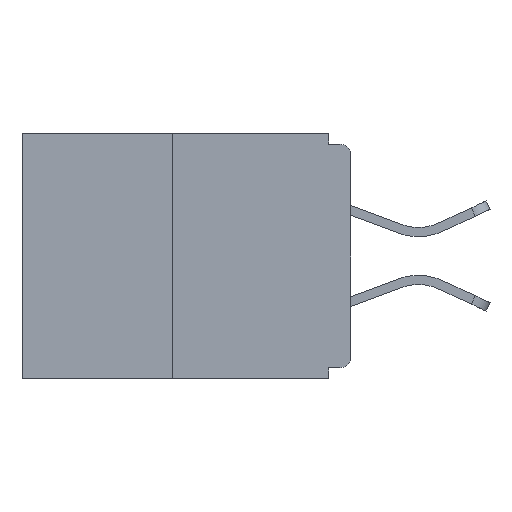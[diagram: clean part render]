
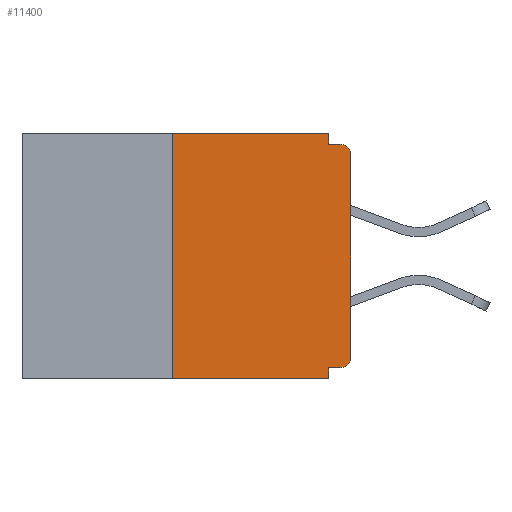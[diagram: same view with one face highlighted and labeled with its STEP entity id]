
A CAD part, left-side view. The second image highlights one B-rep face of the part: STEP entity #11400.
In plain terms, the highlighted planar face has unit normal (-1, 0, 0).
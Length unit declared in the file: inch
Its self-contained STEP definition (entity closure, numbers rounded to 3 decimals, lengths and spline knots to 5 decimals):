
#138 = ORIENTED_EDGE ( 'NONE', *, *, #1995, .F. ) ;
#518 = PLANE ( 'NONE',  #15236 ) ;
#843 = DIRECTION ( 'NONE',  ( 0., -1., 0. ) ) ;
#1092 = EDGE_CURVE ( 'NONE', #2307, #6372, #7498, .T. ) ;
#1415 = DIRECTION ( 'NONE',  ( 0., 1., 0. ) ) ;
#1427 = CARTESIAN_POINT ( 'NONE',  ( 0., 0.25, 0. ) ) ;
#1432 = VECTOR ( 'NONE', #1415, 39.37008 ) ;
#1459 = DIRECTION ( 'NONE',  ( 0., 0., 1. ) ) ;
#1822 = DIRECTION ( 'NONE',  ( 1., 0., 0. ) ) ;
#1995 = EDGE_CURVE ( 'NONE', #8349, #2302, #12306, .T. ) ;
#2050 = CARTESIAN_POINT ( 'NONE',  ( 0., 0.031, -0.343 ) ) ;
#2302 = VERTEX_POINT ( 'NONE', #7435 ) ;
#2307 = VERTEX_POINT ( 'NONE', #12483 ) ;
#2386 = DIRECTION ( 'NONE',  ( 0., -1., 0. ) ) ;
#2435 = CARTESIAN_POINT ( 'NONE',  ( 0., 0.015, -0.313 ) ) ;
#2484 = AXIS2_PLACEMENT_3D ( 'NONE', #2435, #7320, #14759 ) ;
#2516 = EDGE_CURVE ( 'NONE', #2302, #4706, #5181, .T. ) ;
#2626 = LINE ( 'NONE', #8251, #3787 ) ;
#3295 = LINE ( 'NONE', #7668, #15148 ) ;
#3339 = VECTOR ( 'NONE', #1459, 39.37008 ) ;
#3787 = VECTOR ( 'NONE', #843, 39.37008 ) ;
#3876 = VERTEX_POINT ( 'NONE', #12620 ) ;
#4028 = ORIENTED_EDGE ( 'NONE', *, *, #6500, .T. ) ;
#4331 = EDGE_CURVE ( 'NONE', #14740, #4706, #2626, .T. ) ;
#4425 = EDGE_CURVE ( 'NONE', #10424, #14955, #12510, .T. ) ;
#4455 = VECTOR ( 'NONE', #12541, 39.37008 ) ;
#4631 = AXIS2_PLACEMENT_3D ( 'NONE', #14405, #6968, #11957 ) ;
#4706 = VERTEX_POINT ( 'NONE', #11670 ) ;
#5181 = LINE ( 'NONE', #2050, #15673 ) ;
#5184 = ORIENTED_EDGE ( 'NONE', *, *, #1092, .T. ) ;
#5469 = LINE ( 'NONE', #13838, #3339 ) ;
#5589 = ORIENTED_EDGE ( 'NONE', *, *, #4425, .F. ) ;
#5882 = EDGE_CURVE ( 'NONE', #3876, #2307, #5469, .T. ) ;
#6365 = ORIENTED_EDGE ( 'NONE', *, *, #5882, .T. ) ;
#6372 = VERTEX_POINT ( 'NONE', #8444 ) ;
#6500 = EDGE_CURVE ( 'NONE', #8349, #3876, #11464, .T. ) ;
#6570 = ORIENTED_EDGE ( 'NONE', *, *, #4331, .T. ) ;
#6603 = LINE ( 'NONE', #10021, #4455 ) ;
#6894 = CARTESIAN_POINT ( 'NONE',  ( 0., 0.015, -0.328 ) ) ;
#6968 = DIRECTION ( 'NONE',  ( -1., 0., 0. ) ) ;
#7320 = DIRECTION ( 'NONE',  ( -1., 0., 0. ) ) ;
#7372 = ORIENTED_EDGE ( 'NONE', *, *, #2516, .F. ) ;
#7435 = CARTESIAN_POINT ( 'NONE',  ( 0., 0.031, -0.328 ) ) ;
#7498 = CIRCLE ( 'NONE', #4631, 0.015 ) ;
#7668 = CARTESIAN_POINT ( 'NONE',  ( 0., 0.031, 0. ) ) ;
#8180 = CARTESIAN_POINT ( 'NONE',  ( 0., 0.25, 0. ) ) ;
#8251 = CARTESIAN_POINT ( 'NONE',  ( 0., 0.46, -0.343 ) ) ;
#8349 = VERTEX_POINT ( 'NONE', #6894 ) ;
#8444 = CARTESIAN_POINT ( 'NONE',  ( 0., 0.015, -0.015 ) ) ;
#8558 = EDGE_CURVE ( 'NONE', #14955, #15495, #3295, .T. ) ;
#8863 = CARTESIAN_POINT ( 'NONE',  ( 0., 0., -0.328 ) ) ;
#9216 = EDGE_CURVE ( 'NONE', #15495, #6372, #6603, .T. ) ;
#9232 = FACE_OUTER_BOUND ( 'NONE', #10247, .T. ) ;
#9251 = CARTESIAN_POINT ( 'NONE',  ( 0., 0.46, 0. ) ) ;
#9422 = CARTESIAN_POINT ( 'NONE',  ( 0., 0.25, -0.343 ) ) ;
#9448 = LINE ( 'NONE', #8180, #13160 ) ;
#9483 = CARTESIAN_POINT ( 'NONE',  ( 0., 0.46, 0. ) ) ;
#9619 = DIRECTION ( 'NONE',  ( 0., 0., -1. ) ) ;
#10021 = CARTESIAN_POINT ( 'NONE',  ( 0., 0., -0.015 ) ) ;
#10247 = EDGE_LOOP ( 'NONE', ( #5589, #16021, #6570, #7372, #138, #4028, #6365, #5184, #10570, #14907 ) ) ;
#10327 = EDGE_CURVE ( 'NONE', #14740, #10424, #9448, .T. ) ;
#10424 = VERTEX_POINT ( 'NONE', #1427 ) ;
#10570 = ORIENTED_EDGE ( 'NONE', *, *, #9216, .F. ) ;
#11400 = ADVANCED_FACE ( 'NONE', ( #9232 ), #518, .F. ) ;
#11464 = CIRCLE ( 'NONE', #2484, 0.015 ) ;
#11670 = CARTESIAN_POINT ( 'NONE',  ( 0., 0.031, -0.343 ) ) ;
#11957 = DIRECTION ( 'NONE',  ( 0., 0., -1. ) ) ;
#12306 = LINE ( 'NONE', #8863, #1432 ) ;
#12483 = CARTESIAN_POINT ( 'NONE',  ( 0., 0., -0.03 ) ) ;
#12510 = LINE ( 'NONE', #9483, #15436 ) ;
#12541 = DIRECTION ( 'NONE',  ( 0., -1., 0. ) ) ;
#12620 = CARTESIAN_POINT ( 'NONE',  ( 0., 0., -0.313 ) ) ;
#12939 = CARTESIAN_POINT ( 'NONE',  ( 0., 0.031, 0. ) ) ;
#13160 = VECTOR ( 'NONE', #15586, 39.37008 ) ;
#13838 = CARTESIAN_POINT ( 'NONE',  ( 0., 0., 0. ) ) ;
#14036 = CARTESIAN_POINT ( 'NONE',  ( 0., 0.031, -0.015 ) ) ;
#14405 = CARTESIAN_POINT ( 'NONE',  ( 0., 0.015, -0.03 ) ) ;
#14410 = DIRECTION ( 'NONE',  ( 0., 0., -1. ) ) ;
#14740 = VERTEX_POINT ( 'NONE', #9422 ) ;
#14759 = DIRECTION ( 'NONE',  ( 0., 0., -1. ) ) ;
#14907 = ORIENTED_EDGE ( 'NONE', *, *, #8558, .F. ) ;
#14955 = VERTEX_POINT ( 'NONE', #12939 ) ;
#15148 = VECTOR ( 'NONE', #15281, 39.37008 ) ;
#15236 = AXIS2_PLACEMENT_3D ( 'NONE', #9251, #1822, #14410 ) ;
#15281 = DIRECTION ( 'NONE',  ( 0., 0., -1. ) ) ;
#15436 = VECTOR ( 'NONE', #2386, 39.37008 ) ;
#15495 = VERTEX_POINT ( 'NONE', #14036 ) ;
#15586 = DIRECTION ( 'NONE',  ( 0., 0., 1. ) ) ;
#15673 = VECTOR ( 'NONE', #9619, 39.37008 ) ;
#16021 = ORIENTED_EDGE ( 'NONE', *, *, #10327, .F. ) ;
